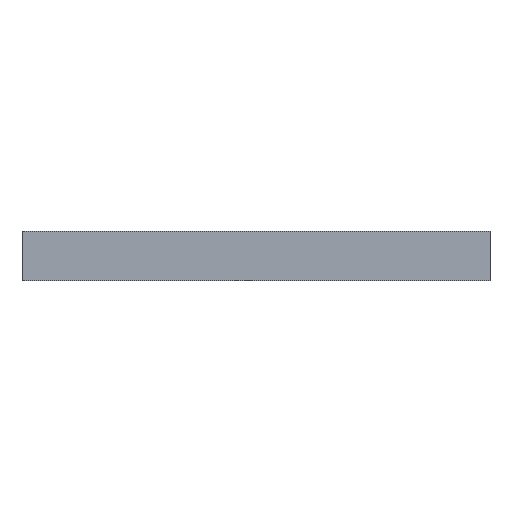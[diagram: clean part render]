
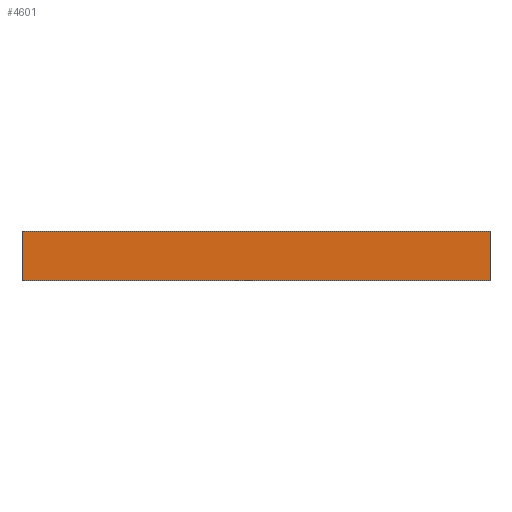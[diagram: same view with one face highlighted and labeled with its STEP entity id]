
A CAD part, front view. The second image highlights one B-rep face of the part: STEP entity #4601.
In plain terms, the highlighted planar face has unit normal (0, -1, 0).
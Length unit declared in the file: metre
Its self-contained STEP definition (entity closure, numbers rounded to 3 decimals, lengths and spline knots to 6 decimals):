
#81=PLANE('',#4917);
#448=LINE('',#7120,#994);
#451=LINE('',#7126,#997);
#452=LINE('',#7128,#998);
#453=LINE('',#7130,#999);
#994=VECTOR('',#5715,1.);
#997=VECTOR('',#5720,1.);
#998=VECTOR('',#5721,1.);
#999=VECTOR('',#5722,1.);
#1807=ORIENTED_EDGE('',*,*,#2997,.T.);
#1808=ORIENTED_EDGE('',*,*,#2998,.F.);
#1809=ORIENTED_EDGE('',*,*,#2999,.F.);
#1810=ORIENTED_EDGE('',*,*,#2994,.T.);
#2994=EDGE_CURVE('',#3587,#3585,#448,.T.);
#2997=EDGE_CURVE('',#3585,#3589,#451,.T.);
#2998=EDGE_CURVE('',#3590,#3589,#452,.T.);
#2999=EDGE_CURVE('',#3587,#3590,#453,.T.);
#3585=VERTEX_POINT('',#7118);
#3587=VERTEX_POINT('',#7121);
#3589=VERTEX_POINT('',#7127);
#3590=VERTEX_POINT('',#7129);
#4049=EDGE_LOOP('',(#1807,#1808,#1809,#1810));
#4293=FACE_BOUND('',#4049,.T.);
#4601=ADVANCED_FACE('',(#4293),#81,.F.);
#4917=AXIS2_PLACEMENT_3D('',#7125,#5718,#5719);
#5715=DIRECTION('',(0.,0.,-1.));
#5718=DIRECTION('',(0.,1.,0.));
#5719=DIRECTION('',(0.,0.,1.));
#5720=DIRECTION('',(1.,0.,0.));
#5721=DIRECTION('',(0.,0.,-1.));
#5722=DIRECTION('',(1.,0.,0.));
#7118=CARTESIAN_POINT('',(-0.05893,-0.015792,0.));
#7120=CARTESIAN_POINT('',(-0.05893,-0.015792,0.012387));
#7121=CARTESIAN_POINT('',(-0.05893,-0.015792,0.012387));
#7125=CARTESIAN_POINT('',(-0.000463,-0.015792,0.012387));
#7126=CARTESIAN_POINT('',(-0.000463,-0.015792,0.));
#7127=CARTESIAN_POINT('',(0.058004,-0.015792,0.));
#7128=CARTESIAN_POINT('',(0.058004,-0.015792,0.012387));
#7129=CARTESIAN_POINT('',(0.058004,-0.015792,0.012387));
#7130=CARTESIAN_POINT('',(-0.000463,-0.015792,0.012387));
